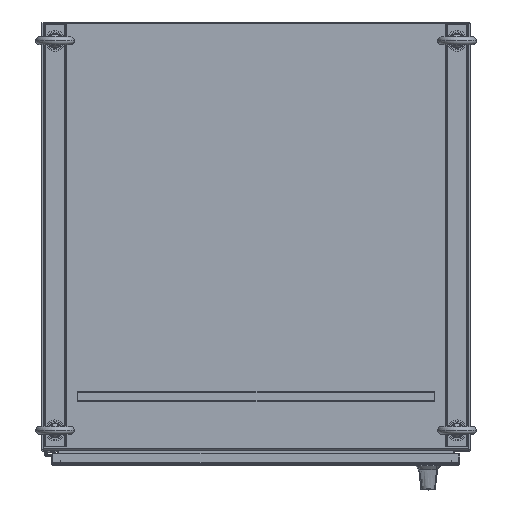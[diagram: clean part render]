
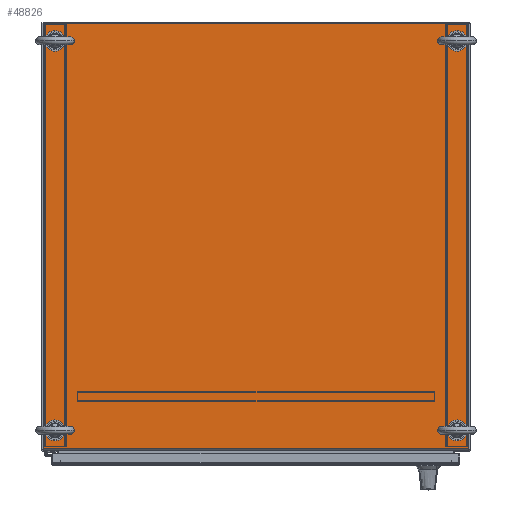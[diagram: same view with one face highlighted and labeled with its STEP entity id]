
A CAD part, top view. The second image highlights one B-rep face of the part: STEP entity #48826.
In plain terms, the highlighted planar face has unit normal (0, 0, 1).
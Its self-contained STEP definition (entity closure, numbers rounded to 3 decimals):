
#88 = DIRECTION ( 'NONE',  ( 0., 1., 0. ) ) ;
#182 = VECTOR ( 'NONE', #88, 39.37 ) ;
#207 = EDGE_CURVE ( 'NONE', #54613, #45638, #37138, .T. ) ;
#692 = EDGE_CURVE ( 'NONE', #28716, #41618, #32274, .T. ) ;
#1021 = DIRECTION ( 'NONE',  ( 1., 0., 0. ) ) ;
#1784 = EDGE_CURVE ( 'NONE', #45638, #54613, #22484, .T. ) ;
#1996 = DIRECTION ( 'NONE',  ( 1., 0., 0. ) ) ;
#2407 = AXIS2_PLACEMENT_3D ( 'NONE', #66980, #37391, #1996 ) ;
#2469 = DIRECTION ( 'NONE',  ( 1., 0., 0. ) ) ;
#2507 = ORIENTED_EDGE ( 'NONE', *, *, #1784, .T. ) ;
#3613 = CARTESIAN_POINT ( 'NONE',  ( -1.935, -16.343, 72.06 ) ) ;
#3687 = VECTOR ( 'NONE', #26261, 39.37 ) ;
#4261 = DIRECTION ( 'NONE',  ( 1., 0., 0. ) ) ;
#4514 = DIRECTION ( 'NONE',  ( 0., 0., -1. ) ) ;
#4556 = DIRECTION ( 'NONE',  ( 1., 0., 0. ) ) ;
#4953 = DIRECTION ( 'NONE',  ( 0., 0., -1. ) ) ;
#6590 = DIRECTION ( 'NONE',  ( 0., 0., -1. ) ) ;
#6832 = CARTESIAN_POINT ( 'NONE',  ( -1.935, -16.343, 72.06 ) ) ;
#6881 = VERTEX_POINT ( 'NONE', #28087 ) ;
#7528 = EDGE_CURVE ( 'NONE', #70381, #6881, #40743, .T. ) ;
#7551 = DIRECTION ( 'NONE',  ( 0., -1., 0. ) ) ;
#8948 = AXIS2_PLACEMENT_3D ( 'NONE', #3613, #39378, #2469 ) ;
#10717 = DIRECTION ( 'NONE',  ( 1., 0., 0. ) ) ;
#11613 = CARTESIAN_POINT ( 'NONE',  ( -36.18, 16.469, 72.06 ) ) ;
#12111 = ORIENTED_EDGE ( 'NONE', *, *, #47044, .F. ) ;
#14142 = CIRCLE ( 'NONE', #31514, 0.375 ) ;
#16016 = ORIENTED_EDGE ( 'NONE', *, *, #48361, .T. ) ;
#16080 = DIRECTION ( 'NONE',  ( 1., 0., 0. ) ) ;
#16132 = FACE_BOUND ( 'NONE', #43718, .T. ) ;
#16964 = CARTESIAN_POINT ( 'NONE',  ( -35.805, -16.343, 72.06 ) ) ;
#18859 = VERTEX_POINT ( 'NONE', #63477 ) ;
#20474 = CARTESIAN_POINT ( 'NONE',  ( -2.31, 16.469, 72.06 ) ) ;
#22484 = CIRCLE ( 'NONE', #75915, 0.375 ) ;
#23350 = CARTESIAN_POINT ( 'NONE',  ( -35.805, 16.469, 72.06 ) ) ;
#23568 = ORIENTED_EDGE ( 'NONE', *, *, #43728, .T. ) ;
#25656 = ORIENTED_EDGE ( 'NONE', *, *, #7528, .T. ) ;
#26010 = ORIENTED_EDGE ( 'NONE', *, *, #41168, .F. ) ;
#26084 = CARTESIAN_POINT ( 'NONE',  ( -36.805, 18., 72.06 ) ) ;
#26261 = DIRECTION ( 'NONE',  ( -1., 0., 0. ) ) ;
#27630 = DIRECTION ( 'NONE',  ( 0., 0., -1. ) ) ;
#28087 = CARTESIAN_POINT ( 'NONE',  ( -2.31, -16.343, 72.06 ) ) ;
#28716 = VERTEX_POINT ( 'NONE', #48856 ) ;
#29794 = AXIS2_PLACEMENT_3D ( 'NONE', #69563, #4953, #4556 ) ;
#31514 = AXIS2_PLACEMENT_3D ( 'NONE', #16964, #4514, #10717 ) ;
#32030 = CARTESIAN_POINT ( 'NONE',  ( -35.43, 16.469, 72.06 ) ) ;
#32274 = CIRCLE ( 'NONE', #29794, 0.375 ) ;
#33215 = CARTESIAN_POINT ( 'NONE',  ( -0.935, 18., 72.06 ) ) ;
#33836 = CARTESIAN_POINT ( 'NONE',  ( -35.805, 16.469, 72.06 ) ) ;
#33953 = EDGE_LOOP ( 'NONE', ( #60795, #60648 ) ) ;
#34281 = LINE ( 'NONE', #41651, #182 ) ;
#35047 = ORIENTED_EDGE ( 'NONE', *, *, #692, .T. ) ;
#36425 = ORIENTED_EDGE ( 'NONE', *, *, #57779, .F. ) ;
#37138 = CIRCLE ( 'NONE', #2407, 0.375 ) ;
#37256 = CARTESIAN_POINT ( 'NONE',  ( -1.56, 16.469, 72.06 ) ) ;
#37391 = DIRECTION ( 'NONE',  ( 0., 0., -1. ) ) ;
#39378 = DIRECTION ( 'NONE',  ( 0., 0., -1. ) ) ;
#39846 = FACE_BOUND ( 'NONE', #62479, .T. ) ;
#40743 = CIRCLE ( 'NONE', #74305, 0.375 ) ;
#41168 = EDGE_CURVE ( 'NONE', #55293, #53742, #34281, .T. ) ;
#41618 = VERTEX_POINT ( 'NONE', #50933 ) ;
#41651 = CARTESIAN_POINT ( 'NONE',  ( -36.805, 18., 72.06 ) ) ;
#43718 = EDGE_LOOP ( 'NONE', ( #25656, #23568 ) ) ;
#43728 = EDGE_CURVE ( 'NONE', #6881, #70381, #48697, .T. ) ;
#44505 = AXIS2_PLACEMENT_3D ( 'NONE', #33836, #27630, #4261 ) ;
#45638 = VERTEX_POINT ( 'NONE', #20474 ) ;
#47044 = EDGE_CURVE ( 'NONE', #18859, #63342, #76499, .T. ) ;
#48361 = EDGE_CURVE ( 'NONE', #41618, #28716, #14142, .T. ) ;
#48697 = CIRCLE ( 'NONE', #8948, 0.375 ) ;
#48826 = ADVANCED_FACE ( 'NONE', ( #66169, #57722, #63957, #16132, #39846 ), #75273, .F. ) ;
#48856 = CARTESIAN_POINT ( 'NONE',  ( -36.18, -16.343, 72.06 ) ) ;
#48912 = CARTESIAN_POINT ( 'NONE',  ( -36.805, -17.857, 72.06 ) ) ;
#50933 = CARTESIAN_POINT ( 'NONE',  ( -35.43, -16.343, 72.06 ) ) ;
#52285 = CARTESIAN_POINT ( 'NONE',  ( -36.805, 18., 72.06 ) ) ;
#53742 = VERTEX_POINT ( 'NONE', #26084 ) ;
#54282 = DIRECTION ( 'NONE',  ( 0., 0., -1. ) ) ;
#54613 = VERTEX_POINT ( 'NONE', #37256 ) ;
#54928 = EDGE_CURVE ( 'NONE', #60238, #66804, #58167, .T. ) ;
#55293 = VERTEX_POINT ( 'NONE', #48912 ) ;
#55345 = EDGE_LOOP ( 'NONE', ( #67251, #2507 ) ) ;
#55756 = VECTOR ( 'NONE', #58086, 39.37 ) ;
#57331 = LINE ( 'NONE', #33215, #55756 ) ;
#57722 = FACE_BOUND ( 'NONE', #55345, .T. ) ;
#57779 = EDGE_CURVE ( 'NONE', #53742, #18859, #57331, .T. ) ;
#58086 = DIRECTION ( 'NONE',  ( 1., 0., 0. ) ) ;
#58167 = CIRCLE ( 'NONE', #44505, 0.375 ) ;
#58718 = EDGE_CURVE ( 'NONE', #63342, #55293, #63188, .T. ) ;
#60175 = AXIS2_PLACEMENT_3D ( 'NONE', #52285, #63592, #64743 ) ;
#60238 = VERTEX_POINT ( 'NONE', #11613 ) ;
#60648 = ORIENTED_EDGE ( 'NONE', *, *, #54928, .T. ) ;
#60795 = ORIENTED_EDGE ( 'NONE', *, *, #66992, .T. ) ;
#62479 = EDGE_LOOP ( 'NONE', ( #16016, #35047 ) ) ;
#63188 = LINE ( 'NONE', #73339, #3687 ) ;
#63342 = VERTEX_POINT ( 'NONE', #68013 ) ;
#63477 = CARTESIAN_POINT ( 'NONE',  ( -0.935, 18., 72.06 ) ) ;
#63592 = DIRECTION ( 'NONE',  ( 0., 0., -1. ) ) ;
#63957 = FACE_BOUND ( 'NONE', #33953, .T. ) ;
#63989 = CARTESIAN_POINT ( 'NONE',  ( -1.935, 16.469, 72.06 ) ) ;
#64743 = DIRECTION ( 'NONE',  ( -1., 0., 0. ) ) ;
#64967 = VECTOR ( 'NONE', #7551, 39.37 ) ;
#66169 = FACE_OUTER_BOUND ( 'NONE', #67300, .T. ) ;
#66804 = VERTEX_POINT ( 'NONE', #32030 ) ;
#66980 = CARTESIAN_POINT ( 'NONE',  ( -1.935, 16.469, 72.06 ) ) ;
#66992 = EDGE_CURVE ( 'NONE', #66804, #60238, #75426, .T. ) ;
#67251 = ORIENTED_EDGE ( 'NONE', *, *, #207, .T. ) ;
#67300 = EDGE_LOOP ( 'NONE', ( #74877, #12111, #36425, #26010 ) ) ;
#68013 = CARTESIAN_POINT ( 'NONE',  ( -0.935, -17.857, 72.06 ) ) ;
#69472 = DIRECTION ( 'NONE',  ( 1., 0., 0. ) ) ;
#69563 = CARTESIAN_POINT ( 'NONE',  ( -35.805, -16.343, 72.06 ) ) ;
#70381 = VERTEX_POINT ( 'NONE', #76569 ) ;
#71694 = AXIS2_PLACEMENT_3D ( 'NONE', #23350, #6590, #16080 ) ;
#71795 = CARTESIAN_POINT ( 'NONE',  ( -0.935, -18., 72.06 ) ) ;
#73339 = CARTESIAN_POINT ( 'NONE',  ( -36.805, -17.857, 72.06 ) ) ;
#74305 = AXIS2_PLACEMENT_3D ( 'NONE', #6832, #54282, #1021 ) ;
#74877 = ORIENTED_EDGE ( 'NONE', *, *, #58718, .F. ) ;
#75273 = PLANE ( 'NONE',  #60175 ) ;
#75426 = CIRCLE ( 'NONE', #71694, 0.375 ) ;
#75915 = AXIS2_PLACEMENT_3D ( 'NONE', #63989, #76089, #69472 ) ;
#76089 = DIRECTION ( 'NONE',  ( 0., 0., -1. ) ) ;
#76499 = LINE ( 'NONE', #71795, #64967 ) ;
#76569 = CARTESIAN_POINT ( 'NONE',  ( -1.56, -16.343, 72.06 ) ) ;
